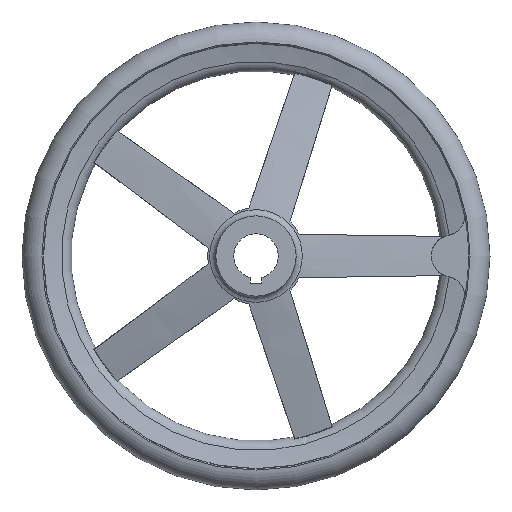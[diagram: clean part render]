
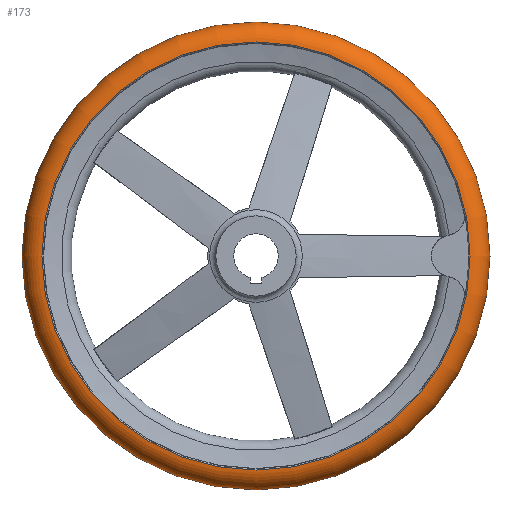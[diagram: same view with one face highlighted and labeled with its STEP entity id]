
A CAD part, front view. The second image highlights one B-rep face of the part: STEP entity #173.
In plain terms, the highlighted toroidal (fillet/blend) face has major radius 143.5 mm and minor radius 14 mm.
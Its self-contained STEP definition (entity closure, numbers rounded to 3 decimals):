
#173 = ADVANCED_FACE( '', ( #362, #363, #364 ), #365, .T. );
#362 = FACE_BOUND( '', #560, .T. );
#363 = FACE_OUTER_BOUND( '', #561, .T. );
#364 = FACE_OUTER_BOUND( '', #562, .T. );
#365 = TOROIDAL_SURFACE( '', #563, 143.5, 14. );
#560 = VERTEX_LOOP( '', #1022 );
#561 = EDGE_LOOP( '', ( #1023 ) );
#562 = EDGE_LOOP( '', ( #1024 ) );
#563 = AXIS2_PLACEMENT_3D( '', #1025, #1026, #1027 );
#1022 = VERTEX_POINT( '', #1336 );
#1023 = ORIENTED_EDGE( '', *, *, #1194, .T. );
#1024 = ORIENTED_EDGE( '', *, *, #1212, .F. );
#1025 = CARTESIAN_POINT( '', ( 0., 42., 0. ) );
#1026 = DIRECTION( '', ( 0., -1., 0. ) );
#1027 = DIRECTION( '', ( 0., 0., -1. ) );
#1194 = EDGE_CURVE( '', #1447, #1447, #1448, .T. );
#1212 = EDGE_CURVE( '', #1477, #1477, #1478, .T. );
#1336 = CARTESIAN_POINT( '', ( 0., 42., -157.5 ) );
#1447 = VERTEX_POINT( '', #1968 );
#1448 = CIRCLE( '', #1969, 144.083 );
#1477 = VERTEX_POINT( '', #2075 );
#1478 = CIRCLE( '', #2076, 144.083 );
#1968 = CARTESIAN_POINT( '', ( 0., 55.988, -144.083 ) );
#1969 = AXIS2_PLACEMENT_3D( '', #2760, #2761, #2762 );
#2075 = CARTESIAN_POINT( '', ( 0., 28.012, -144.083 ) );
#2076 = AXIS2_PLACEMENT_3D( '', #2774, #2775, #2776 );
#2760 = CARTESIAN_POINT( '', ( 0., 55.988, 0. ) );
#2761 = DIRECTION( '', ( 0., -1., 0. ) );
#2762 = DIRECTION( '', ( 0., 0., -1. ) );
#2774 = CARTESIAN_POINT( '', ( 0., 28.012, 0. ) );
#2775 = DIRECTION( '', ( 0., -1., 0. ) );
#2776 = DIRECTION( '', ( 0., 0., -1. ) );
